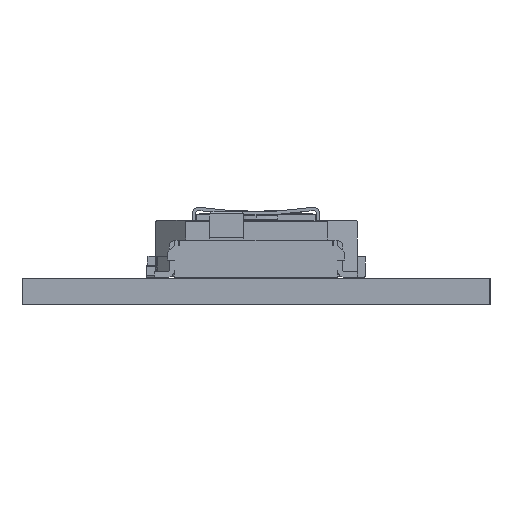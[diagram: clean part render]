
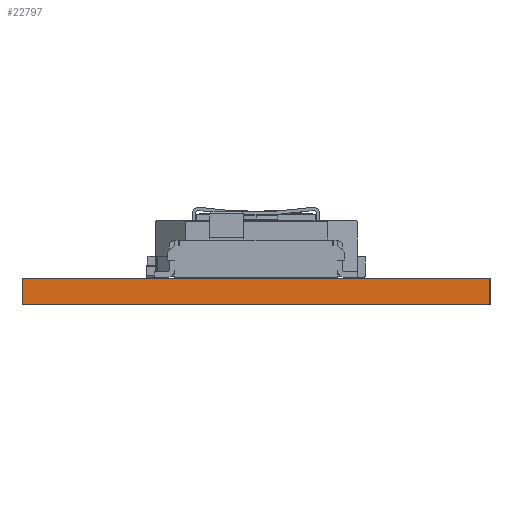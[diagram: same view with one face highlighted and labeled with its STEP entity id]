
A CAD part, left-side view. The second image highlights one B-rep face of the part: STEP entity #22797.
In plain terms, the highlighted planar face has unit normal (-1, 0, 0).
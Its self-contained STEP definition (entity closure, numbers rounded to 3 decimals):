
#22741 = VERTEX_POINT('',#22742);
#22742 = CARTESIAN_POINT('',(132.575,-113.894,1.));
#22748 = EDGE_CURVE('',#22749,#22741,#22751,.T.);
#22749 = VERTEX_POINT('',#22750);
#22750 = CARTESIAN_POINT('',(132.575,-113.894,0.));
#22751 = LINE('',#22752,#22753);
#22752 = CARTESIAN_POINT('',(132.575,-113.894,0.));
#22753 = VECTOR('',#22754,1.);
#22754 = DIRECTION('',(0.,0.,1.));
#22797 = ADVANCED_FACE('',(#22798),#22823,.T.);
#22798 = FACE_BOUND('',#22799,.T.);
#22799 = EDGE_LOOP('',(#22800,#22801,#22809,#22817));
#22800 = ORIENTED_EDGE('',*,*,#22748,.T.);
#22801 = ORIENTED_EDGE('',*,*,#22802,.T.);
#22802 = EDGE_CURVE('',#22741,#22803,#22805,.T.);
#22803 = VERTEX_POINT('',#22804);
#22804 = CARTESIAN_POINT('',(132.575,-96.114,1.));
#22805 = LINE('',#22806,#22807);
#22806 = CARTESIAN_POINT('',(132.575,-113.894,1.));
#22807 = VECTOR('',#22808,1.);
#22808 = DIRECTION('',(0.,1.,0.));
#22809 = ORIENTED_EDGE('',*,*,#22810,.F.);
#22810 = EDGE_CURVE('',#22811,#22803,#22813,.T.);
#22811 = VERTEX_POINT('',#22812);
#22812 = CARTESIAN_POINT('',(132.575,-96.114,0.));
#22813 = LINE('',#22814,#22815);
#22814 = CARTESIAN_POINT('',(132.575,-96.114,0.));
#22815 = VECTOR('',#22816,1.);
#22816 = DIRECTION('',(0.,0.,1.));
#22817 = ORIENTED_EDGE('',*,*,#22818,.F.);
#22818 = EDGE_CURVE('',#22749,#22811,#22819,.T.);
#22819 = LINE('',#22820,#22821);
#22820 = CARTESIAN_POINT('',(132.575,-113.894,0.));
#22821 = VECTOR('',#22822,1.);
#22822 = DIRECTION('',(0.,1.,0.));
#22823 = PLANE('',#22824);
#22824 = AXIS2_PLACEMENT_3D('',#22825,#22826,#22827);
#22825 = CARTESIAN_POINT('',(132.575,-113.894,0.));
#22826 = DIRECTION('',(-1.,0.,0.));
#22827 = DIRECTION('',(0.,1.,0.));
